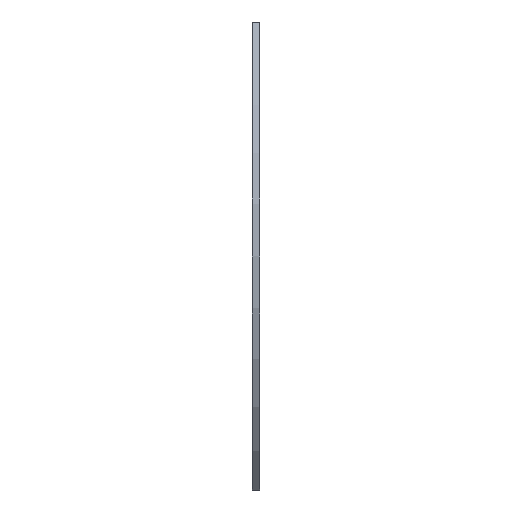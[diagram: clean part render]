
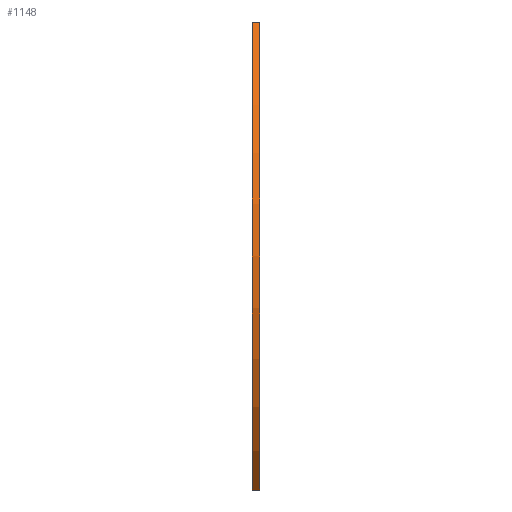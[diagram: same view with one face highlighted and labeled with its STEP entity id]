
A CAD part, left-side view. The second image highlights one B-rep face of the part: STEP entity #1148.
In plain terms, the highlighted cylindrical face has radius 132.812 mm (diameter 265.625 mm), a partial arc.
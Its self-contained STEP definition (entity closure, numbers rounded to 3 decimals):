
#12 = EDGE_CURVE ( 'NONE', #1202, #16, #374, .T. ) ;
#16 = VERTEX_POINT ( 'NONE', #827 ) ;
#44 = DIRECTION ( 'NONE',  ( 0., -1., 0. ) ) ;
#73 = CIRCLE ( 'NONE', #202, 132.813 ) ;
#192 = VERTEX_POINT ( 'NONE', #978 ) ;
#202 = AXIS2_PLACEMENT_3D ( 'NONE', #244, #907, #914 ) ;
#229 = CARTESIAN_POINT ( 'NONE',  ( 133.114, 3., -95. ) ) ;
#244 = CARTESIAN_POINT ( 'NONE',  ( 133.114, 0., -95. ) ) ;
#259 = AXIS2_PLACEMENT_3D ( 'NONE', #229, #886, #423 ) ;
#278 = VECTOR ( 'NONE', #1061, 1000. ) ;
#363 = ORIENTED_EDGE ( 'NONE', *, *, #12, .F. ) ;
#374 = CIRCLE ( 'NONE', #853, 132.813 ) ;
#378 = VECTOR ( 'NONE', #44, 1000. ) ;
#423 = DIRECTION ( 'NONE',  ( 0., 0., -1. ) ) ;
#444 = DIRECTION ( 'NONE',  ( 0., 1., 0. ) ) ;
#449 = DIRECTION ( 'NONE',  ( 0., 0., 1. ) ) ;
#481 = ORIENTED_EDGE ( 'NONE', *, *, #1018, .F. ) ;
#482 = CARTESIAN_POINT ( 'NONE',  ( 40.302, 0., -190. ) ) ;
#486 = LINE ( 'NONE', #607, #378 ) ;
#599 = EDGE_LOOP ( 'NONE', ( #984, #481, #363, #1033 ) ) ;
#607 = CARTESIAN_POINT ( 'NONE',  ( 40.302, 3., -190. ) ) ;
#682 = CARTESIAN_POINT ( 'NONE',  ( 40.302, 3., 0. ) ) ;
#827 = CARTESIAN_POINT ( 'NONE',  ( 40.302, 3., 0. ) ) ;
#853 = AXIS2_PLACEMENT_3D ( 'NONE', #930, #444, #449 ) ;
#886 = DIRECTION ( 'NONE',  ( 0., -1., 0. ) ) ;
#896 = CYLINDRICAL_SURFACE ( 'NONE', #259, 132.813 ) ;
#907 = DIRECTION ( 'NONE',  ( 0., 1., 0. ) ) ;
#914 = DIRECTION ( 'NONE',  ( 0., 0., 1. ) ) ;
#930 = CARTESIAN_POINT ( 'NONE',  ( 133.114, 3., -95. ) ) ;
#935 = VERTEX_POINT ( 'NONE', #482 ) ;
#978 = CARTESIAN_POINT ( 'NONE',  ( 40.302, 0., 0. ) ) ;
#981 = CARTESIAN_POINT ( 'NONE',  ( 40.302, 3., -190. ) ) ;
#984 = ORIENTED_EDGE ( 'NONE', *, *, #1081, .T. ) ;
#1018 = EDGE_CURVE ( 'NONE', #16, #192, #1182, .T. ) ;
#1033 = ORIENTED_EDGE ( 'NONE', *, *, #1187, .T. ) ;
#1061 = DIRECTION ( 'NONE',  ( 0., -1., 0. ) ) ;
#1081 = EDGE_CURVE ( 'NONE', #935, #192, #73, .T. ) ;
#1148 = ADVANCED_FACE ( 'NONE', ( #1163 ), #896, .T. ) ;
#1163 = FACE_OUTER_BOUND ( 'NONE', #599, .T. ) ;
#1182 = LINE ( 'NONE', #682, #278 ) ;
#1187 = EDGE_CURVE ( 'NONE', #1202, #935, #486, .T. ) ;
#1202 = VERTEX_POINT ( 'NONE', #981 ) ;
